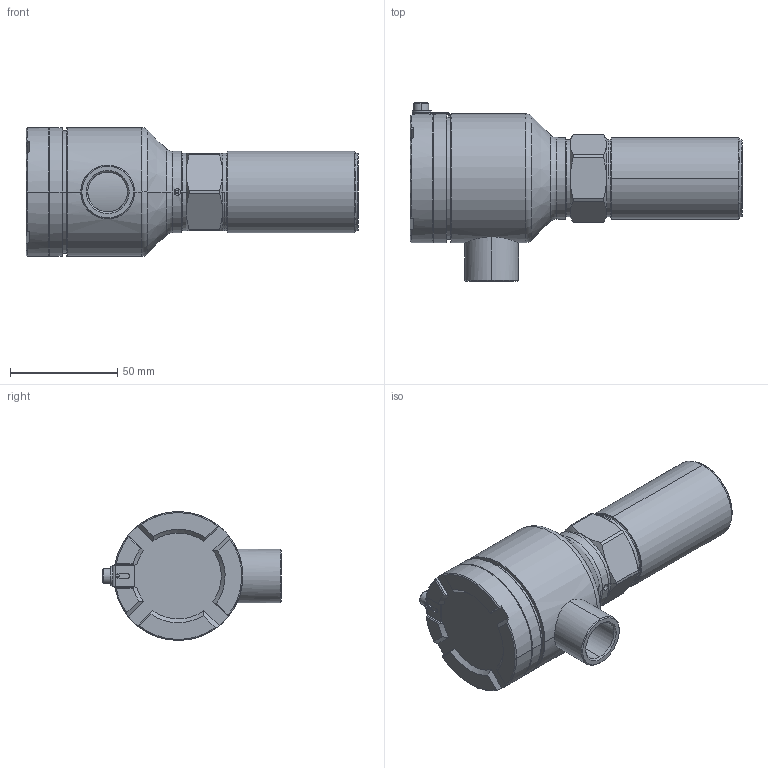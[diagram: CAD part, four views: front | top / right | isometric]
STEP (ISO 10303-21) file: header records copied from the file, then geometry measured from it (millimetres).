
FILE_DESCRIPTION((''),'2;1');
FILE_NAME('PTX59B2-TC-A3-CA-HT-P_SW0001','2024-10-24T14:40:18',('kingnat'),(''),'CREO PARAMETRIC BY PTC INC, 2020414','CREO PARAMETRIC BY PTC INC, 2020414','');
FILE_SCHEMA(('CONFIG_CONTROL_DESIGN'));
Length unit declared in the file: millimetre
Products named in the file (1): PTX59B2-TC-A3-CA-HT-P_SW0001
Bounding box: 154.5 x 83.26 x 60 mm (x, y, z)
Volume: 268261.6 mm3; surface area: 35334.4 mm2
Topology: 1 solids, 1 shells, 232 faces, 602 edges, 378 vertices
Faces by surface type: plane 96, cylinder 74, cone 46, torus 16
Entity records: 8106 total; most frequent: CARTESIAN_POINT 2337, DIRECTION 1223, ORIENTED_EDGE 1204, EDGE_CURVE 602, AXIS2_PLACEMENT_3D 473, VERTEX_POINT 378, VECTOR 277, LINE 277
